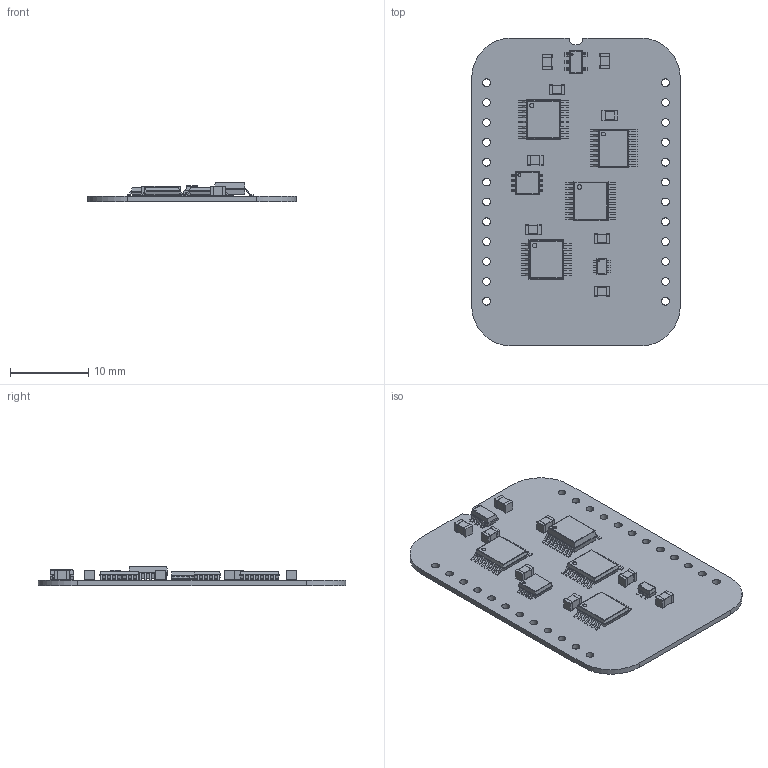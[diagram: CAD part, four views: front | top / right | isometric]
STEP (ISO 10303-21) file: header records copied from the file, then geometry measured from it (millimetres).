
FILE_DESCRIPTION(('KiCad electronic assembly'),'2;1');
FILE_NAME('SD Card Clock.step','2024-06-30T20:21:34',('Pcbnew'),('Kicad' ),'Open CASCADE STEP processor 7.8','KiCad to STEP converter', 'Unknown');
FILE_SCHEMA(('AUTOMOTIVE_DESIGN { 1 0 10303 214 1 1 1 1 }'));
Length unit declared in the file: millimetre
Products named in the file (16): SD Card Clock 1; MC74VHC139DR2G; ASSEMBLY; C_0805_2012Metric; AP7365-33WG-7; PI3B3251QE; 74LVC74APW,118; 74LVC2G08DP-Q100H; 74LVC2G04GW-Q100H; SD Card Clock_PCB
Assembly tree (23 placements, depth 3):
  SD Card Clock 1
    MC74VHC139DR2G  x2
      ASSEMBLY
    C_0805_2012Metric  x8
      C_0805_2012Metric
    AP7365-33WG-7
      ASSEMBLY
    PI3B3251QE
      ASSEMBLY
    74LVC74APW,118
      ASSEMBLY
    74LVC2G08DP-Q100H
      ASSEMBLY
    74LVC2G04GW-Q100H
      ASSEMBLY
    SD Card Clock_PCB
Bounding box: 26.67 x 39.37 x 2.5 mm (x, y, z)
Volume: 840.4 mm3; surface area: 2634.6 mm2
Topology: 97 solids, 97 shells, 1481 faces, 3680 edges, 2416 vertices
Faces by surface type: plane 1050, cylinder 431
Full cylindrical faces by diameter (mm): 0.156 x1, 0.2 x1, 0.375 x1, 0.487 x1, 0.55 x3, 1 x24
Entity records: 31444 total; most frequent: CARTESIAN_POINT 5380, DIRECTION 5287, ORIENTED_EDGE 5202, EDGE_CURVE 2601, LINE 2069, VECTOR 2069, VERTEX_POINT 1702, AXIS2_PLACEMENT_3D 1609
